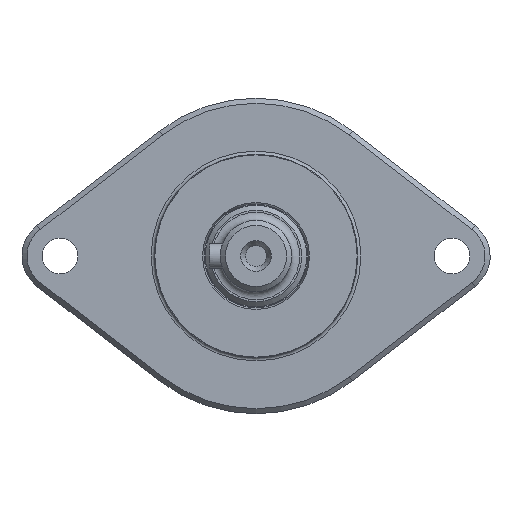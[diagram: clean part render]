
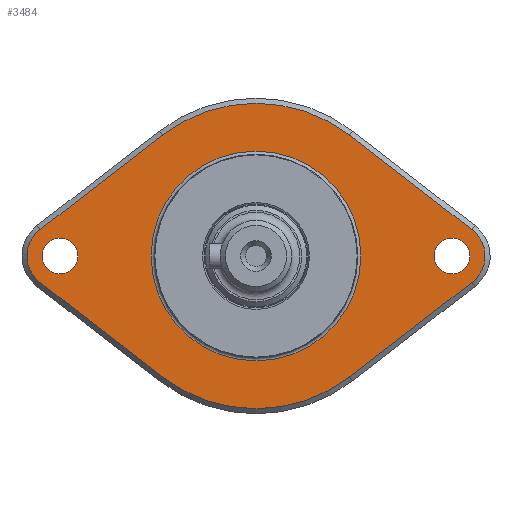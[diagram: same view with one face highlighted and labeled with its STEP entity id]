
A CAD part, left-side view. The second image highlights one B-rep face of the part: STEP entity #3484.
In plain terms, the highlighted planar face has unit normal (-1, 0, 0).
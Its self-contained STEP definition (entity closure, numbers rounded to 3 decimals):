
#295=FACE_BOUND('',#692,.T.);
#296=FACE_BOUND('',#693,.T.);
#297=FACE_BOUND('',#694,.T.);
#344=PLANE('',#3777);
#487=FACE_OUTER_BOUND('',#691,.T.);
#691=EDGE_LOOP('',(#2657,#2658,#2659,#2660,#2661,#2662,#2663,#2664));
#692=EDGE_LOOP('',(#2665,#2666));
#693=EDGE_LOOP('',(#2667));
#694=EDGE_LOOP('',(#2668));
#917=CIRCLE('',#3746,20.6);
#919=CIRCLE('',#3748,20.6);
#921=CIRCLE('',#3751,3.5);
#925=CIRCLE('',#3758,3.5);
#934=CIRCLE('',#3778,6.5);
#935=CIRCLE('',#3779,30.);
#936=CIRCLE('',#3780,6.5);
#937=CIRCLE('',#3781,30.);
#1094=LINE('',#5361,#1382);
#1095=LINE('',#5365,#1383);
#1096=LINE('',#5369,#1384);
#1097=LINE('',#5372,#1385);
#1382=VECTOR('',#4325,10.);
#1383=VECTOR('',#4328,10.);
#1384=VECTOR('',#4331,10.);
#1385=VECTOR('',#4334,10.);
#1685=VERTEX_POINT('',#5273);
#1686=VERTEX_POINT('',#5274);
#1688=VERTEX_POINT('',#5281);
#1696=VERTEX_POINT('',#5302);
#1712=VERTEX_POINT('',#5357);
#1713=VERTEX_POINT('',#5358);
#1714=VERTEX_POINT('',#5360);
#1715=VERTEX_POINT('',#5362);
#1716=VERTEX_POINT('',#5364);
#1717=VERTEX_POINT('',#5366);
#1718=VERTEX_POINT('',#5368);
#1719=VERTEX_POINT('',#5370);
#2032=EDGE_CURVE('',#1685,#1686,#917,.T.);
#2034=EDGE_CURVE('',#1686,#1685,#919,.T.);
#2037=EDGE_CURVE('',#1688,#1688,#921,.T.);
#2047=EDGE_CURVE('',#1696,#1696,#925,.T.);
#2074=EDGE_CURVE('',#1712,#1713,#934,.T.);
#2075=EDGE_CURVE('',#1714,#1712,#1094,.T.);
#2076=EDGE_CURVE('',#1715,#1714,#935,.T.);
#2077=EDGE_CURVE('',#1716,#1715,#1095,.T.);
#2078=EDGE_CURVE('',#1717,#1716,#936,.T.);
#2079=EDGE_CURVE('',#1718,#1717,#1096,.T.);
#2080=EDGE_CURVE('',#1719,#1718,#937,.T.);
#2081=EDGE_CURVE('',#1713,#1719,#1097,.T.);
#2657=ORIENTED_EDGE('',*,*,#2074,.F.);
#2658=ORIENTED_EDGE('',*,*,#2075,.F.);
#2659=ORIENTED_EDGE('',*,*,#2076,.F.);
#2660=ORIENTED_EDGE('',*,*,#2077,.F.);
#2661=ORIENTED_EDGE('',*,*,#2078,.F.);
#2662=ORIENTED_EDGE('',*,*,#2079,.F.);
#2663=ORIENTED_EDGE('',*,*,#2080,.F.);
#2664=ORIENTED_EDGE('',*,*,#2081,.F.);
#2665=ORIENTED_EDGE('',*,*,#2032,.F.);
#2666=ORIENTED_EDGE('',*,*,#2034,.F.);
#2667=ORIENTED_EDGE('',*,*,#2037,.T.);
#2668=ORIENTED_EDGE('',*,*,#2047,.T.);
#3484=ADVANCED_FACE('',(#487,#295,#296,#297),#344,.T.);
#3746=AXIS2_PLACEMENT_3D('',#5275,#4234,#4235);
#3748=AXIS2_PLACEMENT_3D('',#5277,#4238,#4239);
#3751=AXIS2_PLACEMENT_3D('',#5283,#4245,#4246);
#3758=AXIS2_PLACEMENT_3D('',#5304,#4265,#4266);
#3777=AXIS2_PLACEMENT_3D('',#5356,#4321,#4322);
#3778=AXIS2_PLACEMENT_3D('',#5359,#4323,#4324);
#3779=AXIS2_PLACEMENT_3D('',#5363,#4326,#4327);
#3780=AXIS2_PLACEMENT_3D('',#5367,#4329,#4330);
#3781=AXIS2_PLACEMENT_3D('',#5371,#4332,#4333);
#4234=DIRECTION('center_axis',(-1.,0.,0.));
#4235=DIRECTION('ref_axis',(0.,1.,0.));
#4238=DIRECTION('center_axis',(-1.,0.,0.));
#4239=DIRECTION('ref_axis',(0.,1.,0.));
#4245=DIRECTION('center_axis',(1.,0.,0.));
#4246=DIRECTION('ref_axis',(0.,0.,
1.));
#4265=DIRECTION('center_axis',(1.,0.,0.));
#4266=DIRECTION('ref_axis',(0.,0.,
1.));
#4321=DIRECTION('center_axis',(-1.,0.,0.));
#4322=DIRECTION('ref_axis',(0.,0.,
1.));
#4323=DIRECTION('center_axis',(1.,0.,0.));
#4324=DIRECTION('ref_axis',(0.,0.61,-0.792));
#4325=DIRECTION('',(0.,0.792,0.61));
#4326=DIRECTION('center_axis',(1.,0.,0.));
#4327=DIRECTION('ref_axis',(0.,-0.61,-0.792));
#4328=DIRECTION('',(0.,0.792,-0.61));
#4329=DIRECTION('center_axis',(1.,0.,0.));
#4330=DIRECTION('ref_axis',(0.,-0.61,0.792));
#4331=DIRECTION('',(0.,-0.792,-0.61));
#4332=DIRECTION('center_axis',(1.,0.,0.));
#4333=DIRECTION('ref_axis',(0.,0.61,0.792));
#4334=DIRECTION('',(0.,-0.792,0.61));
#5273=CARTESIAN_POINT('',(-98.2,20.6,0.));
#5274=CARTESIAN_POINT('',(-98.2,0.,-20.6));
#5275=CARTESIAN_POINT('Origin',(-98.2,0.,
0.));
#5277=CARTESIAN_POINT('Origin',(-98.2,0.,
0.));
#5281=CARTESIAN_POINT('',(-98.2,38.5,-3.5));
#5283=CARTESIAN_POINT('Origin',(-98.2,38.5,0.));
#5302=CARTESIAN_POINT('',(-98.2,-38.5,-3.5));
#5304=CARTESIAN_POINT('Origin',(-98.2,-38.5,0.));
#5356=CARTESIAN_POINT('Origin',(-98.2,33.3,0.));
#5357=CARTESIAN_POINT('',(-98.2,42.468,-5.149));
#5358=CARTESIAN_POINT('',(-98.2,42.468,5.149));
#5359=CARTESIAN_POINT('Origin',(-98.2,38.5,0.));
#5360=CARTESIAN_POINT('',(-98.2,18.312,-23.763));
#5361=CARTESIAN_POINT('',(-98.2,40.836,-6.406));
#5362=CARTESIAN_POINT('',(-98.2,-18.312,-23.763));
#5363=CARTESIAN_POINT('Origin',(-98.2,0.,
0.));
#5364=CARTESIAN_POINT('',(-98.2,-42.468,-5.149));
#5365=CARTESIAN_POINT('',(-98.2,-7.865,-31.813));
#5366=CARTESIAN_POINT('',(-98.2,-42.468,5.149));
#5367=CARTESIAN_POINT('Origin',(-98.2,-38.5,0.));
#5368=CARTESIAN_POINT('',(-98.2,-18.312,23.763));
#5369=CARTESIAN_POINT('',(-98.2,-19.943,22.506));
#5370=CARTESIAN_POINT('',(-98.2,18.312,23.763));
#5371=CARTESIAN_POINT('Origin',(-98.2,0.,
0.));
#5372=CARTESIAN_POINT('',(-98.2,28.758,15.713));
